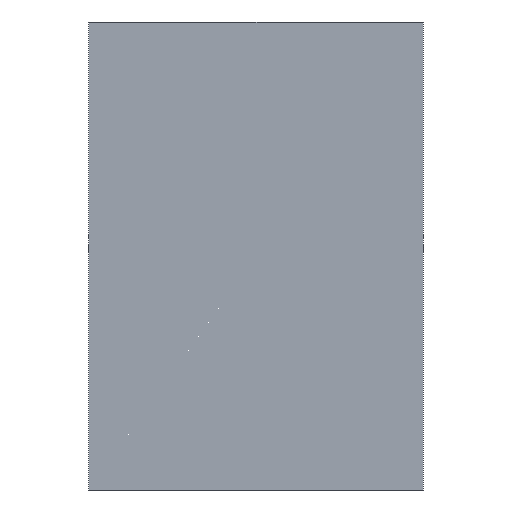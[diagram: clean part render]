
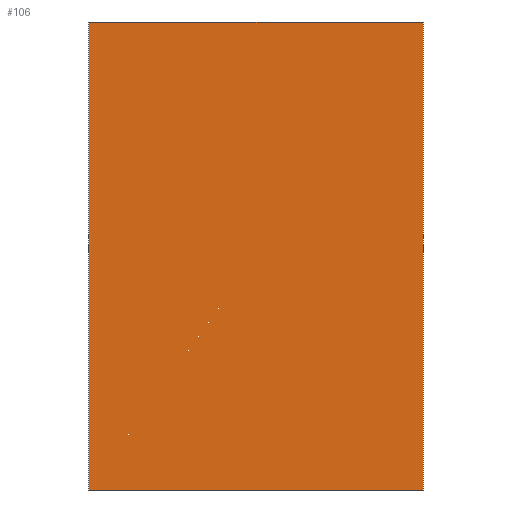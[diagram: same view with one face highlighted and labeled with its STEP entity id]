
A CAD part, left-side view. The second image highlights one B-rep face of the part: STEP entity #106.
In plain terms, the highlighted planar face has unit normal (-1, 0, 0).
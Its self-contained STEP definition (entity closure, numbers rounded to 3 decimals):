
#20=FACE_OUTER_BOUND('',#26,.T.);
#26=EDGE_LOOP('',(#91,#92,#93,#94));
#27=LINE('',#163,#39);
#31=LINE('',#171,#43);
#34=LINE('',#177,#46);
#38=LINE('',#183,#50);
#39=VECTOR('',#137,10.);
#43=VECTOR('',#143,10.);
#46=VECTOR('',#148,10.);
#50=VECTOR('',#154,10.);
#51=VERTEX_POINT('',#161);
#52=VERTEX_POINT('',#162);
#55=VERTEX_POINT('',#170);
#57=VERTEX_POINT('',#176);
#59=EDGE_CURVE('',#51,#52,#27,.T.);
#63=EDGE_CURVE('',#55,#51,#31,.T.);
#66=EDGE_CURVE('',#55,#57,#34,.T.);
#70=EDGE_CURVE('',#57,#52,#38,.T.);
#91=ORIENTED_EDGE('',*,*,#59,.T.);
#92=ORIENTED_EDGE('',*,*,#70,.F.);
#93=ORIENTED_EDGE('',*,*,#66,.F.);
#94=ORIENTED_EDGE('',*,*,#63,.T.);
#100=PLANE('',#132);
#106=ADVANCED_FACE('',(#20),#100,.F.);
#132=AXIS2_PLACEMENT_3D('',#185,#157,#158);
#137=DIRECTION('',(0.,-1.,0.));
#143=DIRECTION('',(0.,0.,-1.));
#148=DIRECTION('',(0.,-1.,0.));
#154=DIRECTION('',(0.,0.,-1.));
#157=DIRECTION('center_axis',(1.,0.,0.));
#158=DIRECTION('ref_axis',(0.,0.,-1.));
#161=CARTESIAN_POINT('',(-0.5,2.,-3.));
#162=CARTESIAN_POINT('',(-0.5,-3.,-3.));
#163=CARTESIAN_POINT('',(-0.5,-1.5,-3.));
#170=CARTESIAN_POINT('',(-0.5,2.,4.));
#171=CARTESIAN_POINT('',(-0.5,2.,-1.5));
#176=CARTESIAN_POINT('',(-0.5,-3.,4.));
#177=CARTESIAN_POINT('',(-0.5,3.,4.));
#183=CARTESIAN_POINT('',(-0.5,-3.,4.));
#185=CARTESIAN_POINT('Origin',(-0.5,0.,0.));
